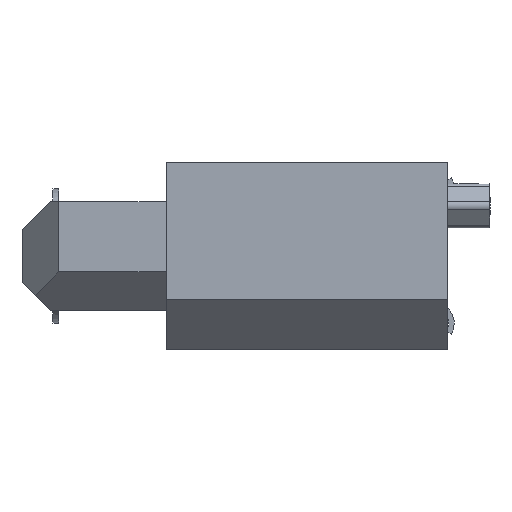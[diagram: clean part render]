
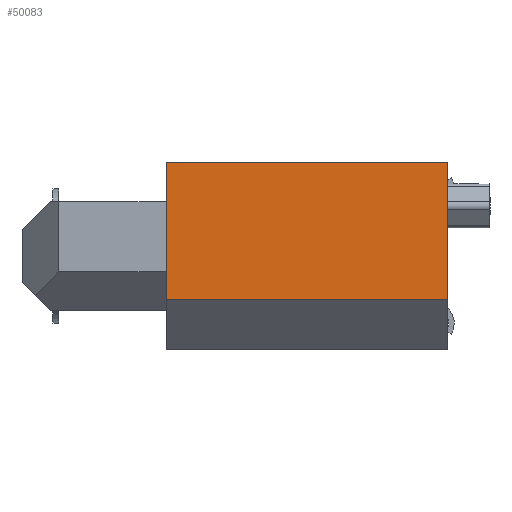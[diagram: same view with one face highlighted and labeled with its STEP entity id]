
A CAD part, left-side view. The second image highlights one B-rep face of the part: STEP entity #50083.
In plain terms, the highlighted planar face has unit normal (-1, 0, 0).
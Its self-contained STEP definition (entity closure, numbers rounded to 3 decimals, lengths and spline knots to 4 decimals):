
#1430=LINE('',#69447,#6789);
#1691=LINE('',#69992,#7050);
#2609=LINE('',#71850,#7968);
#2636=LINE('',#71899,#7995);
#6789=VECTOR('',#56268,1000.);
#7050=VECTOR('',#56553,1000.);
#7968=VECTOR('',#58063,1000.);
#7995=VECTOR('',#58110,1000.);
#14024=ORIENTED_EDGE('',*,*,#26447,.T.);
#14025=ORIENTED_EDGE('',*,*,#27699,.F.);
#14026=ORIENTED_EDGE('',*,*,#26719,.F.);
#14027=ORIENTED_EDGE('',*,*,#27726,.T.);
#26447=EDGE_CURVE('',#33593,#33592,#1430,.T.);
#26719=EDGE_CURVE('',#33864,#33865,#1691,.T.);
#27699=EDGE_CURVE('',#33865,#33592,#2609,.T.);
#27726=EDGE_CURVE('',#33864,#33593,#2636,.T.);
#33592=VERTEX_POINT('',#69446);
#33593=VERTEX_POINT('',#69448);
#33864=VERTEX_POINT('',#69991);
#33865=VERTEX_POINT('',#69993);
#39801=EDGE_LOOP('',(#14024,#14025,#14026,#14027));
#42284=FACE_BOUND('',#39801,.T.);
#44762=PLANE('',#52650);
#50083=ADVANCED_FACE('',(#42284),#44762,.F.);
#52650=AXIS2_PLACEMENT_3D('',#71900,#58111,#58112);
#56268=DIRECTION('',(0.,0.,1.));
#56553=DIRECTION('',(0.,0.,1.));
#58063=DIRECTION('',(0.,-1.,0.));
#58110=DIRECTION('',(0.,-1.,0.));
#58111=DIRECTION('',(1.,0.,0.));
#58112=DIRECTION('',(0.,0.,-1.));
#69446=CARTESIAN_POINT('',(-15.,0.,2.8));
#69447=CARTESIAN_POINT('',(-15.,0.,-1.3));
#69448=CARTESIAN_POINT('',(-15.,0.,-1.3));
#69991=CARTESIAN_POINT('',(-15.,8.405,-1.3));
#69992=CARTESIAN_POINT('',(-15.,8.405,-1.3));
#69993=CARTESIAN_POINT('',(-15.,8.405,2.8));
#71850=CARTESIAN_POINT('',(-15.,8.405,2.8));
#71899=CARTESIAN_POINT('',(-15.,8.405,-1.3));
#71900=CARTESIAN_POINT('',(-15.,8.405,-1.3));
